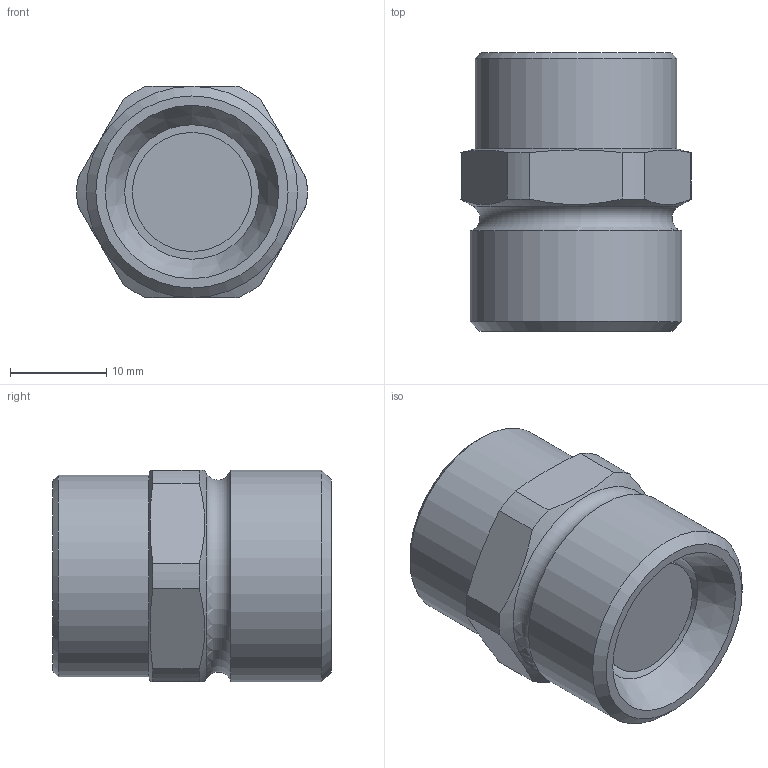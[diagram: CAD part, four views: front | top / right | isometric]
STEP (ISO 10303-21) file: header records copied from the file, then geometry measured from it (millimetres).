
FILE_DESCRIPTION(/* description */ ('Unknown'),/* implementation_level */ '2;1');
FILE_NAME(/* name */ '56569',/* time_stamp */ '2020-04-20T08:05:03+02:00',/* author */ ('Unknown'),/* organization */ ('Unknown'),/* preprocessor_version */ 'ST-DEVELOPER v16.7',/* originating_system */ 'DEX',/* authorisation */ $);
FILE_SCHEMA (('AUTOMOTIVE_DESIGN {1 0 10303 214 3 1 1}'));
Length unit declared in the file: millimetre
Products named in the file (1): Part1
Bounding box: 23.99 x 29 x 22 mm (x, y, z)
Volume: 9580.6 mm3; surface area: 3829.1 mm2
Topology: 1 solids, 1 shells, 26 faces, 63 edges, 41 vertices
Faces by surface type: plane 10, cylinder 10, cone 5, torus 1
Full cylindrical faces by diameter (mm): 12.392 x1, 14 x1, 20.96 x1, 22 x1
Entity records: 902 total; most frequent: CARTESIAN_POINT 159, DIRECTION 114, ORIENTED_EDGE 96, AXIS2_PLACEMENT_3D 51, EDGE_CURVE 48, EDGE_LOOP 38, FACE_BOUND 38, VERTEX_POINT 36
